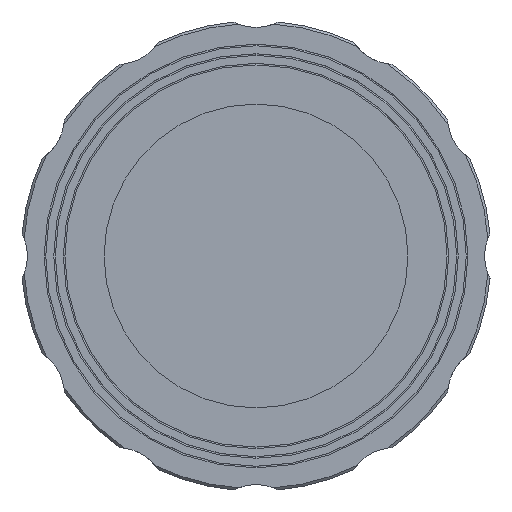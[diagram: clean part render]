
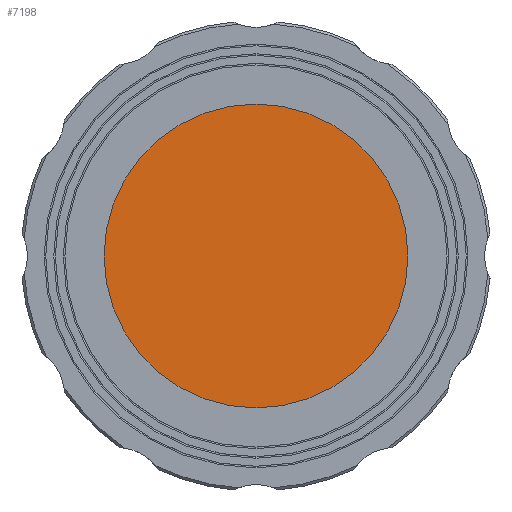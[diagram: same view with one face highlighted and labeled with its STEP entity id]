
A CAD part, front view. The second image highlights one B-rep face of the part: STEP entity #7198.
In plain terms, the highlighted planar face has unit normal (0, -1, 0).
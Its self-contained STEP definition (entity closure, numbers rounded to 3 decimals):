
#1287 = EDGE_CURVE ( 'NONE', #3456, #3243, #6659, .T. ) ;
#1438 = EDGE_CURVE ( 'NONE', #3243, #3456, #6787, .T. ) ;
#2216 = CARTESIAN_POINT ( 'NONE',  ( 0., 2., -95. ) ) ;
#2449 = CARTESIAN_POINT ( 'NONE',  ( 0., 2., 95. ) ) ;
#2533 = DIRECTION ( 'NONE',  ( 0., 0., -1. ) ) ;
#2535 = DIRECTION ( 'NONE',  ( 0., -1., 0. ) ) ;
#2536 = CARTESIAN_POINT ( 'NONE',  ( 0., 2., 0. ) ) ;
#2915 = DIRECTION ( 'NONE',  ( 0., 0., 1. ) ) ;
#2917 = DIRECTION ( 'NONE',  ( 0., 1., 0. ) ) ;
#2921 = PLANE ( 'NONE',  #6435 ) ;
#2924 = FACE_OUTER_BOUND ( 'NONE', #3581, .T. ) ;
#2929 = CARTESIAN_POINT ( 'NONE',  ( 0., 2., 0. ) ) ;
#3243 = VERTEX_POINT ( 'NONE', #2449 ) ;
#3456 = VERTEX_POINT ( 'NONE', #2216 ) ;
#3581 = EDGE_LOOP ( 'NONE', ( #7799, #7801 ) ) ;
#6435 = AXIS2_PLACEMENT_3D ( 'NONE', #2929, #2917, #2915 ) ;
#6654 = AXIS2_PLACEMENT_3D ( 'NONE', #7173, #7172, #7170 ) ;
#6659 = CIRCLE ( 'NONE', #6654, 95. ) ;
#6787 = CIRCLE ( 'NONE', #6823, 95. ) ;
#6823 = AXIS2_PLACEMENT_3D ( 'NONE', #2536, #2535, #2533 ) ;
#7170 = DIRECTION ( 'NONE',  ( 0., 0., -1. ) ) ;
#7172 = DIRECTION ( 'NONE',  ( 0., -1., 0. ) ) ;
#7173 = CARTESIAN_POINT ( 'NONE',  ( 0., 2., 0. ) ) ;
#7198 = ADVANCED_FACE ( 'NONE', ( #2924 ), #2921, .F. ) ;
#7799 = ORIENTED_EDGE ( 'NONE', *, *, #1287, .T. ) ;
#7801 = ORIENTED_EDGE ( 'NONE', *, *, #1438, .T. ) ;
